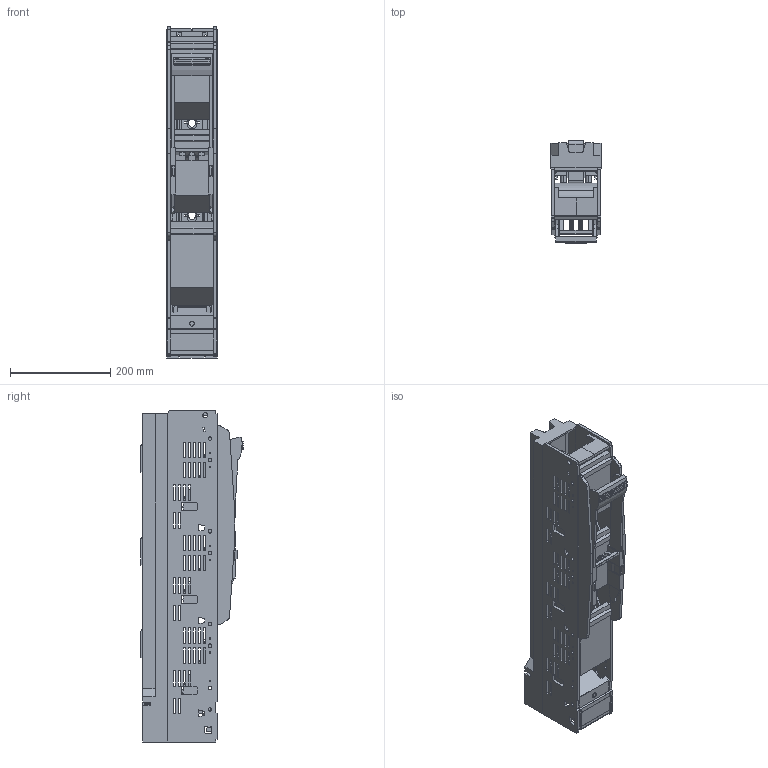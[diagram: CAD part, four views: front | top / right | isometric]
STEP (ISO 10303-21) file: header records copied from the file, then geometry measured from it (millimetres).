
FILE_DESCRIPTION(('CATIA V5 STEP'),'2;1');
FILE_NAME('L0497_NH_Sicherungslastschaltleiste_SL12_3x3_9_KM2G_F.stp','2018-08-13T09:45:17+00:00',('none'),('Jean Müller GmbH'),'CATIA Version 5 Release 19 SP 9 (IN-10)','CATIA V5 STEP AP214','none');
FILE_SCHEMA(('AUTOMOTIVE_DESIGN { 1 0 10303 214 1 1 1 1 }'));
Products named in the file (1): L0497_NH-Sicherungslastschaltleiste
Bounding box: 100 x 205.05 x 661.98 mm (x, y, z)
Volume: 3154003.8 mm3; surface area: 1107594.4 mm2
Topology: 16 solids, 20 shells, 3084 faces, 8350 edges, 5279 vertices
Faces by surface type: plane 2544, cylinder 383, bspline 95, cone 54, torus 4, revolution 4
Entity records: 102112 total; most frequent: CARTESIAN_POINT 29322, ORIENTED_EDGE 16688, DIRECTION 11927, EDGE_CURVE 8344, VECTOR 6657, LINE 6657, VERTEX_POINT 5279, EDGE_LOOP 3465
